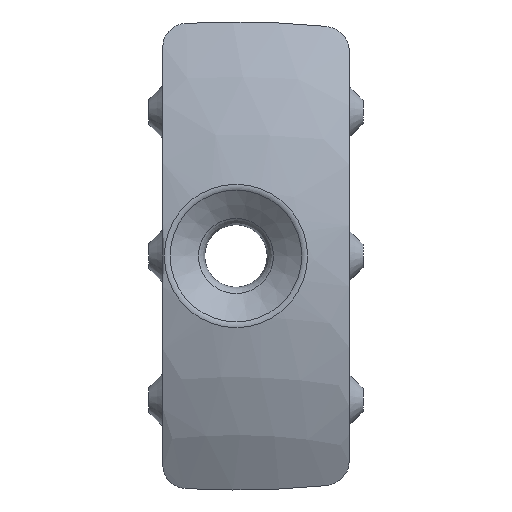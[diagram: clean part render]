
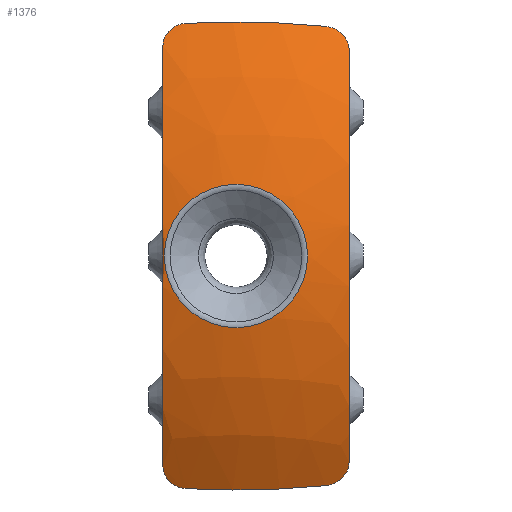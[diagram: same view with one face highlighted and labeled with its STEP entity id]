
A CAD part, front view. The second image highlights one B-rep face of the part: STEP entity #1376.
In plain terms, the highlighted spherical face has radius 60 mm.
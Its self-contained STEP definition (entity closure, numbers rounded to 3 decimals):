
#43=FACE_BOUND('',#258,.T.);
#47=SPHERICAL_SURFACE('',#1540,60.);
#169=FACE_OUTER_BOUND('',#257,.T.);
#257=EDGE_LOOP('',(#1204,#1205,#1206,#1207,#1208,#1209,#1210,#1211));
#258=EDGE_LOOP('',(#1212));
#304=CIRCLE('',#1454,59.265);
#325=CIRCLE('',#1482,58.222);
#363=CIRCLE('',#1535,9.188);
#367=CIRCLE('',#1541,60.);
#368=CIRCLE('',#1542,60.);
#408=B_SPLINE_CURVE_WITH_KNOTS('',3,(#1892,#1893,#1894,#1895,#1896,#1897,
#1898,#1899,#1900,#1901,#1902),.UNSPECIFIED.,.F.,.F.,(4,2,3,2,4),(1.599,
1.712,1.826,1.942,2.057),
 .UNSPECIFIED.);
#413=B_SPLINE_CURVE_WITH_KNOTS('',3,(#2047,#2048,#2049,#2050,#2051,#2052,
#2053,#2054,#2055,#2056,#2057),.UNSPECIFIED.,.F.,.F.,(4,2,3,2,4),(1.587,
1.701,1.814,1.928,2.041),
 .UNSPECIFIED.);
#441=B_SPLINE_CURVE_WITH_KNOTS('',3,(#2472,#2473,#2474,#2475,#2476,#2477,
#2478,#2479,#2480,#2481,#2482),.UNSPECIFIED.,.F.,.F.,(4,2,3,2,4),(1.588,
1.701,1.814,1.928,2.042),
 .UNSPECIFIED.);
#444=B_SPLINE_CURVE_WITH_KNOTS('',3,(#2521,#2522,#2523,#2524,#2525,#2526,
#2527,#2528,#2529,#2530,#2531),.UNSPECIFIED.,.F.,.F.,(4,2,3,2,4),(1.596,
1.711,1.826,1.941,2.054),
 .UNSPECIFIED.);
#514=VERTEX_POINT('',#1890);
#515=VERTEX_POINT('',#1891);
#523=VERTEX_POINT('',#2044);
#524=VERTEX_POINT('',#2046);
#562=VERTEX_POINT('',#2337);
#573=VERTEX_POINT('',#2471);
#576=VERTEX_POINT('',#2519);
#577=VERTEX_POINT('',#2520);
#639=VERTEX_POINT('',#3957);
#648=EDGE_CURVE('',#514,#515,#408,.T.);
#659=EDGE_CURVE('',#523,#524,#413,.T.);
#706=EDGE_CURVE('',#562,#524,#304,.T.);
#720=EDGE_CURVE('',#562,#573,#441,.T.);
#727=EDGE_CURVE('',#576,#577,#444,.T.);
#747=EDGE_CURVE('',#577,#514,#325,.T.);
#842=EDGE_CURVE('',#639,#639,#363,.T.);
#847=EDGE_CURVE('',#573,#576,#367,.T.);
#848=EDGE_CURVE('',#515,#523,#368,.T.);
#1204=ORIENTED_EDGE('',*,*,#648,.F.);
#1205=ORIENTED_EDGE('',*,*,#747,.F.);
#1206=ORIENTED_EDGE('',*,*,#727,.F.);
#1207=ORIENTED_EDGE('',*,*,#847,.F.);
#1208=ORIENTED_EDGE('',*,*,#720,.F.);
#1209=ORIENTED_EDGE('',*,*,#706,.T.);
#1210=ORIENTED_EDGE('',*,*,#659,.F.);
#1211=ORIENTED_EDGE('',*,*,#848,.F.);
#1212=ORIENTED_EDGE('',*,*,#842,.F.);
#1376=ADVANCED_FACE('',(#169,#43),#47,.T.);
#1454=AXIS2_PLACEMENT_3D('',#2338,#1644,#1645);
#1482=AXIS2_PLACEMENT_3D('',#2644,#1704,#1705);
#1535=AXIS2_PLACEMENT_3D('',#3959,#1813,#1814);
#1540=AXIS2_PLACEMENT_3D('',#3967,#1824,#1825);
#1541=AXIS2_PLACEMENT_3D('',#3968,#1826,#1827);
#1542=AXIS2_PLACEMENT_3D('',#3969,#1828,#1829);
#1644=DIRECTION('center_axis',(1.,0.,0.));
#1645=DIRECTION('ref_axis',(0.,-0.866,0.5));
#1704=DIRECTION('center_axis',(1.,0.,0.));
#1705=DIRECTION('ref_axis',(0.,-0.866,0.5));
#1813=DIRECTION('center_axis',(0.,-1.,0.));
#1814=DIRECTION('ref_axis',(-1.,0.,0.));
#1824=DIRECTION('center_axis',(0.,0.5,0.866));
#1825=DIRECTION('ref_axis',(1.,0.,0.));
#1826=DIRECTION('center_axis',(0.,0.5,0.866));
#1827=DIRECTION('ref_axis',(1.,0.,0.));
#1828=DIRECTION('center_axis',(0.,0.5,-0.866));
#1829=DIRECTION('ref_axis',(1.,0.,0.));
#1890=CARTESIAN_POINT('',(-20.454,-5.854,-26.474));
#1891=CARTESIAN_POINT('',(-23.454,-4.998,-29.444));
#1892=CARTESIAN_POINT('Ctrl Pts',(-20.454,-5.854,-26.474));
#1893=CARTESIAN_POINT('Ctrl Pts',(-20.454,-5.682,-26.812));
#1894=CARTESIAN_POINT('Ctrl Pts',(-20.53,-5.512,-27.177));
#1895=CARTESIAN_POINT('Ctrl Pts',(-20.837,-5.228,-27.867));
#1896=CARTESIAN_POINT('Ctrl Pts',(-21.068,-5.114,-28.19));
#1897=CARTESIAN_POINT('Ctrl Pts',(-21.333,-5.038,-28.452));
#1898=CARTESIAN_POINT('Ctrl Pts',(-21.601,-4.962,-28.718));
#1899=CARTESIAN_POINT('Ctrl Pts',(-21.939,-4.914,-28.957));
#1900=CARTESIAN_POINT('Ctrl Pts',(-22.678,-4.901,-29.301));
#1901=CARTESIAN_POINT('Ctrl Pts',(-23.079,-4.935,-29.407));
#1902=CARTESIAN_POINT('Ctrl Pts',(-23.454,-4.998,-29.444));
#2044=CARTESIAN_POINT('',(-41.316,-5.669,-29.831));
#2046=CARTESIAN_POINT('',(-44.316,-6.759,-26.996));
#2047=CARTESIAN_POINT('Ctrl Pts',(-41.316,-5.669,-29.831));
#2048=CARTESIAN_POINT('Ctrl Pts',(-41.693,-5.634,-29.811));
#2049=CARTESIAN_POINT('Ctrl Pts',(-42.094,-5.631,-29.722));
#2050=CARTESIAN_POINT('Ctrl Pts',(-42.833,-5.702,-29.41));
#2051=CARTESIAN_POINT('Ctrl Pts',(-43.171,-5.776,-29.186));
#2052=CARTESIAN_POINT('Ctrl Pts',(-43.438,-5.873,-28.934));
#2053=CARTESIAN_POINT('Ctrl Pts',(-43.704,-5.97,-28.683));
#2054=CARTESIAN_POINT('Ctrl Pts',(-43.935,-6.102,-28.37));
#2055=CARTESIAN_POINT('Ctrl Pts',(-44.241,-6.411,-27.695));
#2056=CARTESIAN_POINT('Ctrl Pts',(-44.316,-6.587,-27.333));
#2057=CARTESIAN_POINT('Ctrl Pts',(-44.316,-6.759,-26.996));
#2337=CARTESIAN_POINT('',(-44.316,-6.759,26.996));
#2338=CARTESIAN_POINT('Origin',(-44.316,46.,0.));
#2471=CARTESIAN_POINT('',(-41.316,-5.669,29.831));
#2472=CARTESIAN_POINT('Ctrl Pts',(-44.316,-6.759,26.996));
#2473=CARTESIAN_POINT('Ctrl Pts',(-44.316,-6.587,27.333));
#2474=CARTESIAN_POINT('Ctrl Pts',(-44.241,-6.411,27.695));
#2475=CARTESIAN_POINT('Ctrl Pts',(-43.935,-6.102,28.37));
#2476=CARTESIAN_POINT('Ctrl Pts',(-43.704,-5.97,28.683));
#2477=CARTESIAN_POINT('Ctrl Pts',(-43.438,-5.873,28.934));
#2478=CARTESIAN_POINT('Ctrl Pts',(-43.171,-5.776,29.186));
#2479=CARTESIAN_POINT('Ctrl Pts',(-42.833,-5.702,29.41));
#2480=CARTESIAN_POINT('Ctrl Pts',(-42.094,-5.631,29.722));
#2481=CARTESIAN_POINT('Ctrl Pts',(-41.693,-5.634,29.811));
#2482=CARTESIAN_POINT('Ctrl Pts',(-41.316,-5.669,29.831));
#2519=CARTESIAN_POINT('',(-23.454,-4.998,29.444));
#2520=CARTESIAN_POINT('',(-20.454,-5.854,26.474));
#2521=CARTESIAN_POINT('Ctrl Pts',(-23.454,-4.998,29.444));
#2522=CARTESIAN_POINT('Ctrl Pts',(-23.079,-4.935,29.407));
#2523=CARTESIAN_POINT('Ctrl Pts',(-22.678,-4.901,29.301));
#2524=CARTESIAN_POINT('Ctrl Pts',(-21.939,-4.914,28.957));
#2525=CARTESIAN_POINT('Ctrl Pts',(-21.601,-4.962,28.718));
#2526=CARTESIAN_POINT('Ctrl Pts',(-21.333,-5.038,28.452));
#2527=CARTESIAN_POINT('Ctrl Pts',(-21.068,-5.114,28.19));
#2528=CARTESIAN_POINT('Ctrl Pts',(-20.837,-5.228,27.867));
#2529=CARTESIAN_POINT('Ctrl Pts',(-20.53,-5.512,27.177));
#2530=CARTESIAN_POINT('Ctrl Pts',(-20.454,-5.682,26.812));
#2531=CARTESIAN_POINT('Ctrl Pts',(-20.454,-5.854,26.474));
#2644=CARTESIAN_POINT('Origin',(-20.454,46.,0.));
#3957=CARTESIAN_POINT('',(-34.954,-13.292,9.188));
#3959=CARTESIAN_POINT('Origin',(-34.954,-13.292,0.));
#3967=CARTESIAN_POINT('Origin',(-34.954,46.,0.));
#3968=CARTESIAN_POINT('Origin',(-34.954,46.,0.));
#3969=CARTESIAN_POINT('Origin',(-34.954,46.,0.));
